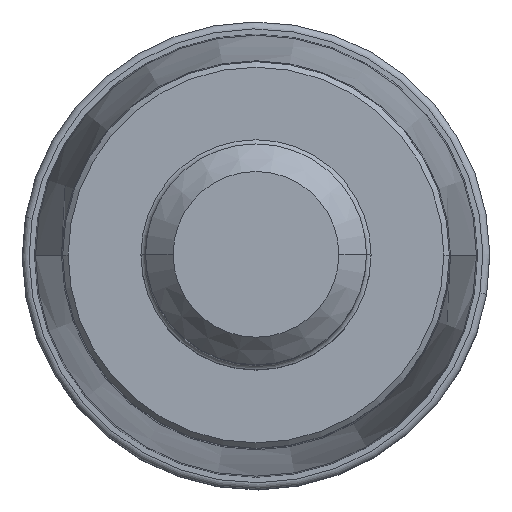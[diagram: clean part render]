
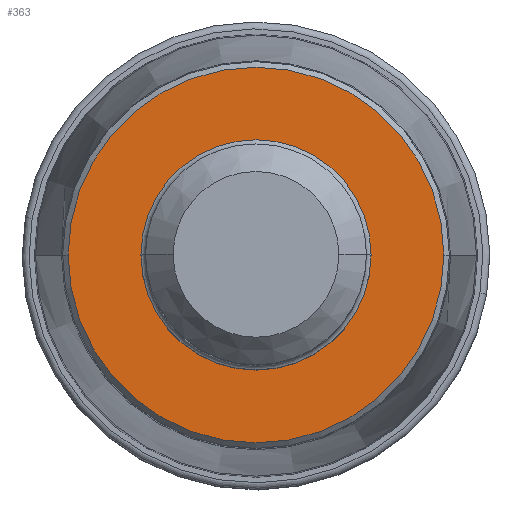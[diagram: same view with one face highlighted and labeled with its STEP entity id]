
A CAD part, top view. The second image highlights one B-rep face of the part: STEP entity #363.
In plain terms, the highlighted planar face has unit normal (0, 0, 1).
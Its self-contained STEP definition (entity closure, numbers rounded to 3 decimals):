
#363=ADVANCED_FACE('',(#396,#397),#386,.F.);
#386=PLANE('',#2308);
#396=FACE_BOUND('',#497,.T.);
#397=FACE_BOUND('',#498,.T.);
#497=EDGE_LOOP('',(#962,#963));
#498=EDGE_LOOP('',(#964,#965));
#962=ORIENTED_EDGE('',*,*,#1404,.T.);
#963=ORIENTED_EDGE('',*,*,#1407,.T.);
#964=ORIENTED_EDGE('',*,*,#1408,.T.);
#965=ORIENTED_EDGE('',*,*,#1409,.T.);
#1164=VERTEX_POINT('',#4186);
#1165=VERTEX_POINT('',#4187);
#1166=VERTEX_POINT('',#4194);
#1167=VERTEX_POINT('',#4195);
#1404=EDGE_CURVE('',#1164,#1165,#1680,.T.);
#1407=EDGE_CURVE('',#1165,#1164,#1681,.T.);
#1408=EDGE_CURVE('',#1166,#1167,#1682,.T.);
#1409=EDGE_CURVE('',#1167,#1166,#1683,.T.);
#1680=CIRCLE('',#2302,10.2);
#1681=CIRCLE('',#2304,10.2);
#1682=CIRCLE('',#2306,6.25);
#1683=CIRCLE('',#2307,6.25);
#2302=AXIS2_PLACEMENT_3D('',#4185,#2950,#2951);
#2304=AXIS2_PLACEMENT_3D('',#4191,#2956,#2957);
#2306=AXIS2_PLACEMENT_3D('',#4193,#2960,#2961);
#2307=AXIS2_PLACEMENT_3D('',#4196,#2962,#2963);
#2308=AXIS2_PLACEMENT_3D('',#4197,#2964,#2965);
#2950=DIRECTION('',(0.,0.,1.));
#2951=DIRECTION('',(1.,0.,0.));
#2956=DIRECTION('',(0.,0.,1.));
#2957=DIRECTION('',(-1.,0.,0.));
#2960=DIRECTION('',(0.,0.,-1.));
#2961=DIRECTION('',(1.,0.,0.));
#2962=DIRECTION('',(0.,0.,-1.));
#2963=DIRECTION('',(-1.,0.,0.));
#2964=DIRECTION('',(0.,0.,-1.));
#2965=DIRECTION('',(1.,0.,0.));
#4185=CARTESIAN_POINT('',(0.,0.,0.));
#4186=CARTESIAN_POINT('',(10.2,0.,0.));
#4187=CARTESIAN_POINT('',(-10.2,0.,0.));
#4191=CARTESIAN_POINT('',(0.,0.,0.));
#4193=CARTESIAN_POINT('',(0.,0.,0.));
#4194=CARTESIAN_POINT('',(6.25,0.,0.));
#4195=CARTESIAN_POINT('',(-6.25,0.,0.));
#4196=CARTESIAN_POINT('',(0.,0.,0.));
#4197=CARTESIAN_POINT('',(0.,0.,0.));
